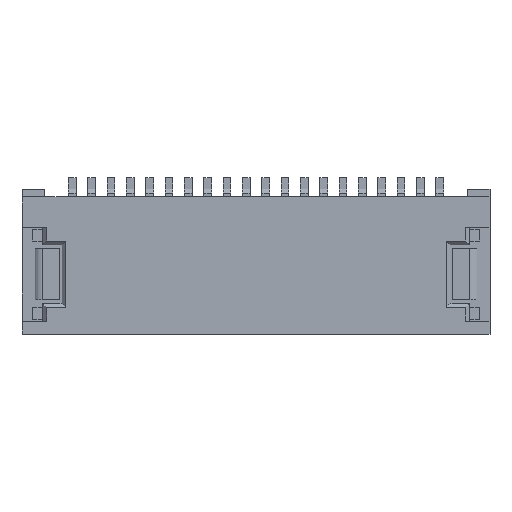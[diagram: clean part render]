
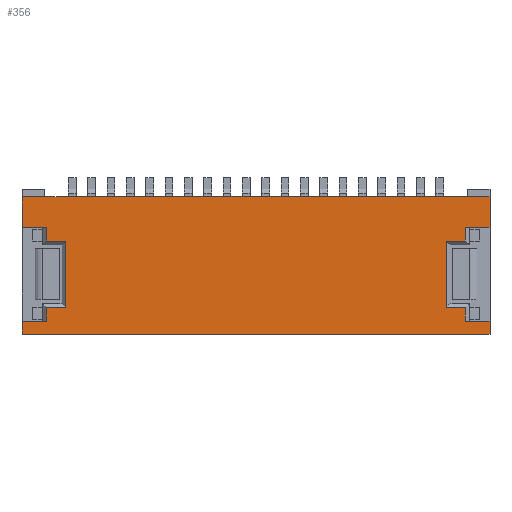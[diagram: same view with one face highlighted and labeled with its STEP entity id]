
A CAD part, top view. The second image highlights one B-rep face of the part: STEP entity #356.
In plain terms, the highlighted planar face has unit normal (0, 0, 1).
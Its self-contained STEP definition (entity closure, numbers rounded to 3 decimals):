
#356=ADVANCED_FACE('',(#1374),#909,.T.);
#909=PLANE('',#10625);
#1374=FACE_OUTER_BOUND('',#1930,.T.);
#1930=EDGE_LOOP('',(#2620,#2621,#2622,#2623,#2624,#2625,#2626,#2627,#2628,
#2629,#2630,#2631,#2632,#2633,#2634,#2635,#2636,#2637,#2638,#2639));
#2620=ORIENTED_EDGE('',*,*,#6569,.F.);
#2621=ORIENTED_EDGE('',*,*,#6570,.T.);
#2622=ORIENTED_EDGE('',*,*,#6571,.T.);
#2623=ORIENTED_EDGE('',*,*,#6572,.T.);
#2624=ORIENTED_EDGE('',*,*,#6573,.T.);
#2625=ORIENTED_EDGE('',*,*,#6574,.T.);
#2626=ORIENTED_EDGE('',*,*,#6575,.F.);
#2627=ORIENTED_EDGE('',*,*,#6527,.T.);
#2628=ORIENTED_EDGE('',*,*,#6545,.F.);
#2629=ORIENTED_EDGE('',*,*,#6531,.F.);
#2630=ORIENTED_EDGE('',*,*,#6576,.F.);
#2631=ORIENTED_EDGE('',*,*,#6577,.T.);
#2632=ORIENTED_EDGE('',*,*,#6578,.T.);
#2633=ORIENTED_EDGE('',*,*,#6579,.T.);
#2634=ORIENTED_EDGE('',*,*,#6580,.T.);
#2635=ORIENTED_EDGE('',*,*,#6581,.T.);
#2636=ORIENTED_EDGE('',*,*,#6582,.F.);
#2637=ORIENTED_EDGE('',*,*,#6539,.F.);
#2638=ORIENTED_EDGE('',*,*,#6554,.T.);
#2639=ORIENTED_EDGE('',*,*,#6521,.T.);
#5532=VERTEX_POINT('',#14180);
#5533=VERTEX_POINT('',#14182);
#5536=VERTEX_POINT('',#14190);
#5537=VERTEX_POINT('',#14192);
#5540=VERTEX_POINT('',#14199);
#5541=VERTEX_POINT('',#14201);
#5548=VERTEX_POINT('',#14215);
#5549=VERTEX_POINT('',#14217);
#5568=VERTEX_POINT('',#14279);
#5569=VERTEX_POINT('',#14281);
#5570=VERTEX_POINT('',#14283);
#5571=VERTEX_POINT('',#14285);
#5572=VERTEX_POINT('',#14287);
#5573=VERTEX_POINT('',#14289);
#5574=VERTEX_POINT('',#14292);
#5575=VERTEX_POINT('',#14294);
#5576=VERTEX_POINT('',#14296);
#5577=VERTEX_POINT('',#14298);
#5578=VERTEX_POINT('',#14300);
#5579=VERTEX_POINT('',#14302);
#6521=EDGE_CURVE('',#5533,#5532,#8011,.T.);
#6527=EDGE_CURVE('',#5537,#5536,#8017,.T.);
#6531=EDGE_CURVE('',#5540,#5541,#8021,.T.);
#6539=EDGE_CURVE('',#5548,#5549,#8029,.T.);
#6545=EDGE_CURVE('',#5541,#5536,#8035,.T.);
#6554=EDGE_CURVE('',#5548,#5533,#8042,.T.);
#6569=EDGE_CURVE('',#5568,#5532,#8057,.T.);
#6570=EDGE_CURVE('',#5568,#5569,#8058,.T.);
#6571=EDGE_CURVE('',#5569,#5570,#8059,.T.);
#6572=EDGE_CURVE('',#5570,#5571,#8060,.T.);
#6573=EDGE_CURVE('',#5571,#5572,#8061,.T.);
#6574=EDGE_CURVE('',#5572,#5573,#8062,.T.);
#6575=EDGE_CURVE('',#5537,#5573,#8063,.T.);
#6576=EDGE_CURVE('',#5574,#5540,#8064,.T.);
#6577=EDGE_CURVE('',#5574,#5575,#8065,.T.);
#6578=EDGE_CURVE('',#5575,#5576,#8066,.T.);
#6579=EDGE_CURVE('',#5576,#5577,#8067,.T.);
#6580=EDGE_CURVE('',#5577,#5578,#8068,.T.);
#6581=EDGE_CURVE('',#5578,#5579,#8069,.T.);
#6582=EDGE_CURVE('',#5549,#5579,#8070,.T.);
#8011=LINE('',#14181,#9331);
#8017=LINE('',#14191,#9337);
#8021=LINE('',#14200,#9341);
#8029=LINE('',#14216,#9349);
#8035=LINE('',#14227,#9355);
#8042=LINE('',#14249,#9362);
#8057=LINE('',#14278,#9377);
#8058=LINE('',#14280,#9378);
#8059=LINE('',#14282,#9379);
#8060=LINE('',#14284,#9380);
#8061=LINE('',#14286,#9381);
#8062=LINE('',#14288,#9382);
#8063=LINE('',#14290,#9383);
#8064=LINE('',#14291,#9384);
#8065=LINE('',#14293,#9385);
#8066=LINE('',#14295,#9386);
#8067=LINE('',#14297,#9387);
#8068=LINE('',#14299,#9388);
#8069=LINE('',#14301,#9389);
#8070=LINE('',#14303,#9390);
#9331=VECTOR('',#11383,1.);
#9337=VECTOR('',#11389,1.);
#9341=VECTOR('',#11395,1.);
#9349=VECTOR('',#11403,1.);
#9355=VECTOR('',#11411,1.);
#9362=VECTOR('',#11420,1.);
#9377=VECTOR('',#11445,1.);
#9378=VECTOR('',#11446,1.);
#9379=VECTOR('',#11447,1.);
#9380=VECTOR('',#11448,1.);
#9381=VECTOR('',#11449,1.);
#9382=VECTOR('',#11450,1.);
#9383=VECTOR('',#11451,1.);
#9384=VECTOR('',#11452,1.);
#9385=VECTOR('',#11453,1.);
#9386=VECTOR('',#11454,1.);
#9387=VECTOR('',#11455,1.);
#9388=VECTOR('',#11456,1.);
#9389=VECTOR('',#11457,1.);
#9390=VECTOR('',#11458,1.);
#10625=AXIS2_PLACEMENT_3D('',#14304,#11459,#11460);
#11383=DIRECTION('',(0.,-1.,0.));
#11389=DIRECTION('',(0.,-1.,0.));
#11395=DIRECTION('',(0.,-1.,0.));
#11403=DIRECTION('',(0.,-1.,0.));
#11411=DIRECTION('',(-1.,0.,0.));
#11420=DIRECTION('',(-1.,0.,0.));
#11445=DIRECTION('',(-1.,0.,0.));
#11446=DIRECTION('',(0.,-1.,0.));
#11447=DIRECTION('',(1.,0.,0.));
#11448=DIRECTION('',(0.,-1.,0.));
#11449=DIRECTION('',(-1.,0.,0.));
#11450=DIRECTION('',(0.,-1.,0.));
#11451=DIRECTION('',(1.,0.,0.));
#11452=DIRECTION('',(1.,0.,0.));
#11453=DIRECTION('',(0.,1.,0.));
#11454=DIRECTION('',(-1.,0.,0.));
#11455=DIRECTION('',(0.,1.,0.));
#11456=DIRECTION('',(1.,0.,0.));
#11457=DIRECTION('',(0.,1.,0.));
#11458=DIRECTION('',(-1.,0.,0.));
#11459=DIRECTION('',(0.,0.,1.));
#11460=DIRECTION('',(1.,0.,0.));
#14180=CARTESIAN_POINT('',(-6.05,2.765,1.17));
#14181=CARTESIAN_POINT('',(-6.05,3.55,1.17));
#14182=CARTESIAN_POINT('',(-6.05,3.55,1.17));
#14190=CARTESIAN_POINT('',(-6.05,0.,1.17));
#14191=CARTESIAN_POINT('',(-6.05,3.55,1.17));
#14192=CARTESIAN_POINT('',(-6.05,0.335,1.17));
#14199=CARTESIAN_POINT('',(6.05,0.335,1.17));
#14200=CARTESIAN_POINT('',(6.05,3.55,1.17));
#14201=CARTESIAN_POINT('',(6.05,0.,1.17));
#14215=CARTESIAN_POINT('',(6.05,3.55,1.17));
#14216=CARTESIAN_POINT('',(6.05,3.55,1.17));
#14217=CARTESIAN_POINT('',(6.05,2.765,1.17));
#14227=CARTESIAN_POINT('',(6.05,0.,1.17));
#14249=CARTESIAN_POINT('',(6.05,3.55,1.17));
#14278=CARTESIAN_POINT('',(-5.515,2.765,1.17));
#14279=CARTESIAN_POINT('',(-5.415,2.765,1.17));
#14280=CARTESIAN_POINT('',(-5.415,2.31,1.17));
#14281=CARTESIAN_POINT('',(-5.415,2.41,1.17));
#14282=CARTESIAN_POINT('',(-5.015,2.41,1.17));
#14283=CARTESIAN_POINT('',(-4.915,2.41,1.17));
#14284=CARTESIAN_POINT('',(-4.915,0.79,1.17));
#14285=CARTESIAN_POINT('',(-4.915,0.69,1.17));
#14286=CARTESIAN_POINT('',(-5.515,0.69,1.17));
#14287=CARTESIAN_POINT('',(-5.415,0.69,1.17));
#14288=CARTESIAN_POINT('',(-5.415,0.335,1.17));
#14289=CARTESIAN_POINT('',(-5.415,0.335,1.17));
#14290=CARTESIAN_POINT('',(-5.785,0.335,1.17));
#14291=CARTESIAN_POINT('',(5.515,0.335,1.17));
#14292=CARTESIAN_POINT('',(5.415,0.335,1.17));
#14293=CARTESIAN_POINT('',(5.415,0.79,1.17));
#14294=CARTESIAN_POINT('',(5.415,0.69,1.17));
#14295=CARTESIAN_POINT('',(5.015,0.69,1.17));
#14296=CARTESIAN_POINT('',(4.915,0.69,1.17));
#14297=CARTESIAN_POINT('',(4.915,2.31,1.17));
#14298=CARTESIAN_POINT('',(4.915,2.41,1.17));
#14299=CARTESIAN_POINT('',(5.515,2.41,1.17));
#14300=CARTESIAN_POINT('',(5.415,2.41,1.17));
#14301=CARTESIAN_POINT('',(5.415,2.765,1.17));
#14302=CARTESIAN_POINT('',(5.415,2.765,1.17));
#14303=CARTESIAN_POINT('',(5.785,2.765,1.17));
#14304=CARTESIAN_POINT('',(6.05,3.55,1.17));
